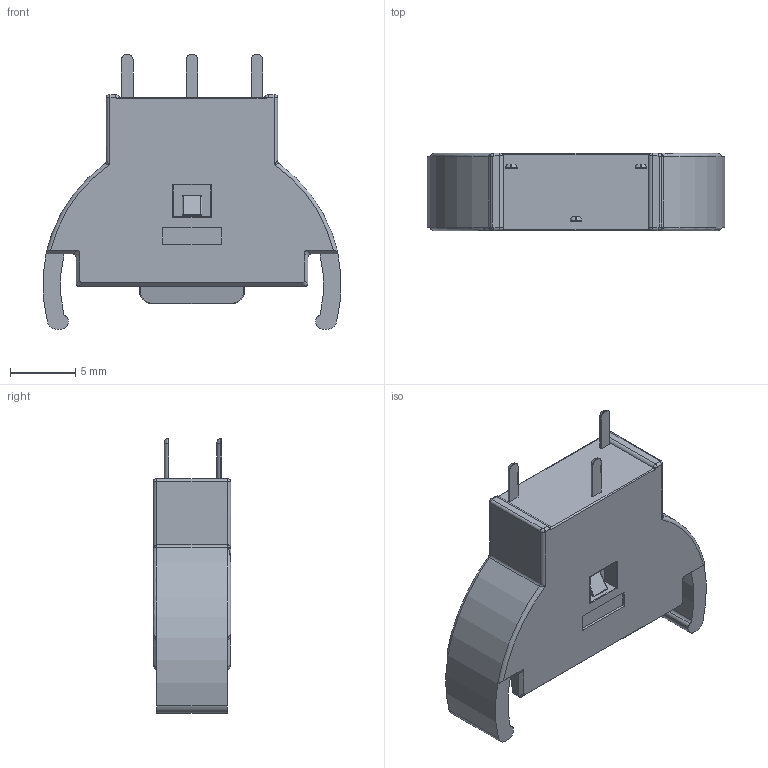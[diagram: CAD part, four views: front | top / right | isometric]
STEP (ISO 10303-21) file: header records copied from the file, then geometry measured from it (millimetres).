
FILE_DESCRIPTION(/* description */ (''),/* implementation_level */ '2;1');
FILE_NAME(/* name */ 'Part1.stp',/* time_stamp */ '2018-08-02T21:43:04+02:00',/* author */ ('gabri'),/* organization */ (''),/* preprocessor_version */ 'ST-DEVELOPER v17',/* originating_system */ 'Autodesk Inventor 2019',/* authorisation */ '');
FILE_SCHEMA (('AUTOMOTIVE_DESIGN { 1 0 10303 214 3 1 1 }'));
Length unit declared in the file: millimetre
Products named in the file (1): Part1
Bounding box: 22.86 x 5.95 x 21.1 mm (x, y, z)
Volume: 1016.2 mm3; surface area: 1884.4 mm2
Topology: 6 solids, 6 shells, 298 faces, 735 edges, 449 vertices
Faces by surface type: plane 128, cylinder 119, bspline 27, torus 24
Full cylindrical faces by diameter (mm): 0.5 x2
Entity records: 9195 total; most frequent: CARTESIAN_POINT 2050, DIRECTION 1535, ORIENTED_EDGE 1456, EDGE_CURVE 728, AXIS2_PLACEMENT_3D 560, VERTEX_POINT 449, LINE 415, VECTOR 415
